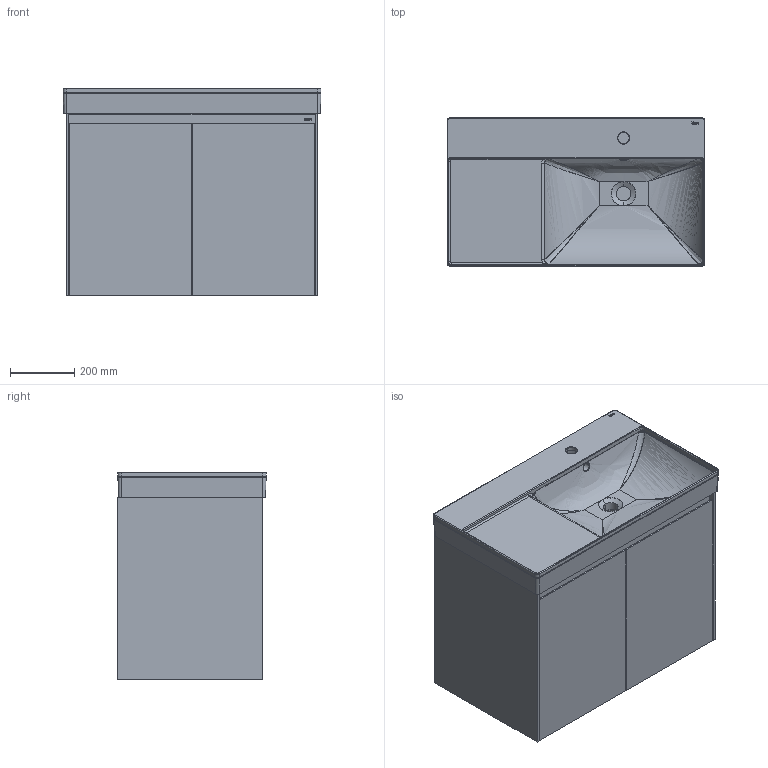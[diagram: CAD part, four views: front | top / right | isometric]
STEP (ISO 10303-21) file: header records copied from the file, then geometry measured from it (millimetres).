
FILE_DESCRIPTION(/* description */ (''),/* implementation_level */ '2;1');
FILE_NAME(/* name */ 'STEP - A8525145..RHB_22445',/* time_stamp */ '2024-10-24T16:15:01+11:00',/* author */ (''),/* organization */ (''),/* preprocessor_version */ 'ST-DEVELOPER v16.5',/* originating_system */ 'Rhino 7.37',/* authorisation */ '');
FILE_SCHEMA (('CONFIG_CONTROL_DESIGN'));
Length unit declared in the file: millimetre
Products named in the file (4): Document; Roca Ona 800 All-Door (Right); Roca Ona DOOR 8002; Roca ONA 800R BASIN4
Assembly tree (3 placements, depth 3):
  Document
    Roca Ona 800 All-Door (Right)
      Roca Ona DOOR 8002
      Roca ONA 800R BASIN4
Bounding box: 800 x 460 x 645 mm (x, y, z)
Volume: 30136231.2 mm3; surface area: 5543773.5 mm2
Topology: 9 solids, 10 shells, 315 faces, 2340 edges, 1917 vertices
Faces by surface type: plane 163, bspline 93, cylinder 59
Entity records: 35606 total; most frequent: CARTESIAN_POINT 22144, ORIENTED_EDGE 4173, EDGE_CURVE 2331, B_SPLINE_CURVE_WITH_KNOTS 1938, VERTEX_POINT 1917, EDGE_LOOP 339, ADVANCED_FACE 315, FACE_OUTER_BOUND 315
